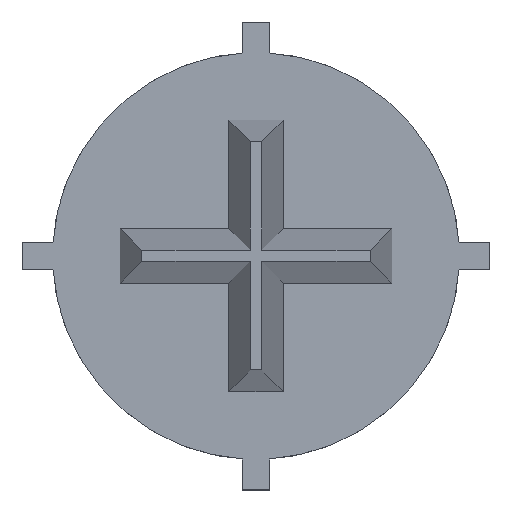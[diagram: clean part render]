
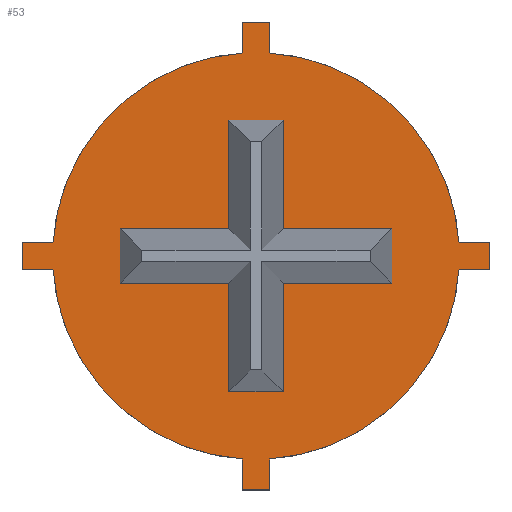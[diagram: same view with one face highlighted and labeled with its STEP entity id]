
A CAD part, top view. The second image highlights one B-rep face of the part: STEP entity #53.
In plain terms, the highlighted planar face has unit normal (0, 0, 1).
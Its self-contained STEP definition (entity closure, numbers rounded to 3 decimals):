
#53=ADVANCED_FACE('',(#89,#91),#93,.T.);
#89=FACE_BOUND('',#90,.T.);
#90=EDGE_LOOP('',(#353,#354,#355,#356,#357,#358,#359,#360,#361,#362,#363,#364,#365,
#366,#367,#368));
#91=FACE_BOUND('',#92,.T.);
#92=EDGE_LOOP('',(#369,#370,#371,#372,#373,#374,#375,#376,#377,#378,#379,#380));
#93=PLANE('',#94);
#94=AXIS2_PLACEMENT_3D('',#95,#96,#97);
#95=CARTESIAN_POINT('',(0.,0.,9.));
#96=DIRECTION('',(0.,0.,1.));
#97=DIRECTION('',(-1.,0.,0.));
#353=ORIENTED_EDGE('',*,*,#531,.T.);
#354=ORIENTED_EDGE('',*,*,#532,.T.);
#355=ORIENTED_EDGE('',*,*,#533,.T.);
#356=ORIENTED_EDGE('',*,*,#534,.T.);
#357=ORIENTED_EDGE('',*,*,#535,.T.);
#358=ORIENTED_EDGE('',*,*,#536,.T.);
#359=ORIENTED_EDGE('',*,*,#537,.T.);
#360=ORIENTED_EDGE('',*,*,#538,.T.);
#361=ORIENTED_EDGE('',*,*,#539,.T.);
#362=ORIENTED_EDGE('',*,*,#540,.T.);
#363=ORIENTED_EDGE('',*,*,#541,.T.);
#364=ORIENTED_EDGE('',*,*,#542,.T.);
#365=ORIENTED_EDGE('',*,*,#543,.T.);
#366=ORIENTED_EDGE('',*,*,#544,.T.);
#367=ORIENTED_EDGE('',*,*,#545,.T.);
#368=ORIENTED_EDGE('',*,*,#546,.T.);
#369=ORIENTED_EDGE('',*,*,#547,.F.);
#370=ORIENTED_EDGE('',*,*,#548,.F.);
#371=ORIENTED_EDGE('',*,*,#549,.F.);
#372=ORIENTED_EDGE('',*,*,#550,.F.);
#373=ORIENTED_EDGE('',*,*,#551,.F.);
#374=ORIENTED_EDGE('',*,*,#552,.F.);
#375=ORIENTED_EDGE('',*,*,#553,.F.);
#376=ORIENTED_EDGE('',*,*,#554,.F.);
#377=ORIENTED_EDGE('',*,*,#555,.F.);
#378=ORIENTED_EDGE('',*,*,#556,.F.);
#379=ORIENTED_EDGE('',*,*,#557,.F.);
#380=ORIENTED_EDGE('',*,*,#558,.F.);
#531=EDGE_CURVE('',#620,#621,#622,.T.);
#532=EDGE_CURVE('',#621,#623,#624,.T.);
#533=EDGE_CURVE('',#623,#625,#626,.T.);
#534=EDGE_CURVE('',#625,#627,#628,.T.);
#535=EDGE_CURVE('',#627,#629,#630,.T.);
#536=EDGE_CURVE('',#629,#631,#632,.T.);
#537=EDGE_CURVE('',#631,#633,#634,.T.);
#538=EDGE_CURVE('',#633,#635,#636,.T.);
#539=EDGE_CURVE('',#635,#637,#638,.T.);
#540=EDGE_CURVE('',#637,#639,#640,.T.);
#541=EDGE_CURVE('',#639,#641,#642,.T.);
#542=EDGE_CURVE('',#641,#643,#644,.T.);
#543=EDGE_CURVE('',#643,#645,#646,.T.);
#544=EDGE_CURVE('',#645,#647,#648,.T.);
#545=EDGE_CURVE('',#647,#649,#650,.T.);
#546=EDGE_CURVE('',#649,#620,#651,.T.);
#547=EDGE_CURVE('',#652,#653,#654,.T.);
#548=EDGE_CURVE('',#655,#652,#656,.T.);
#549=EDGE_CURVE('',#657,#655,#658,.T.);
#550=EDGE_CURVE('',#659,#657,#660,.T.);
#551=EDGE_CURVE('',#661,#659,#662,.T.);
#552=EDGE_CURVE('',#663,#661,#664,.T.);
#553=EDGE_CURVE('',#665,#663,#666,.T.);
#554=EDGE_CURVE('',#667,#665,#668,.T.);
#555=EDGE_CURVE('',#669,#667,#670,.T.);
#556=EDGE_CURVE('',#671,#669,#672,.T.);
#557=EDGE_CURVE('',#673,#671,#674,.T.);
#558=EDGE_CURVE('',#653,#673,#675,.T.);
#620=VERTEX_POINT('',#770);
#621=VERTEX_POINT('',#771);
#622=CIRCLE('',#772,30.);
#623=VERTEX_POINT('',#776);
#624=LINE('',#777,#778);
#625=VERTEX_POINT('',#780);
#626=LINE('',#781,#782);
#627=VERTEX_POINT('',#784);
#628=LINE('',#785,#786);
#629=VERTEX_POINT('',#788);
#630=CIRCLE('',#789,30.);
#631=VERTEX_POINT('',#793);
#632=LINE('',#794,#795);
#633=VERTEX_POINT('',#797);
#634=LINE('',#798,#799);
#635=VERTEX_POINT('',#801);
#636=LINE('',#802,#803);
#637=VERTEX_POINT('',#805);
#638=CIRCLE('',#806,30.);
#639=VERTEX_POINT('',#810);
#640=LINE('',#811,#812);
#641=VERTEX_POINT('',#814);
#642=LINE('',#815,#816);
#643=VERTEX_POINT('',#818);
#644=LINE('',#819,#820);
#645=VERTEX_POINT('',#822);
#646=CIRCLE('',#823,30.);
#647=VERTEX_POINT('',#827);
#648=LINE('',#828,#829);
#649=VERTEX_POINT('',#831);
#650=LINE('',#832,#833);
#651=LINE('',#835,#836);
#652=VERTEX_POINT('',#838);
#653=VERTEX_POINT('',#839);
#654=LINE('',#840,#841);
#655=VERTEX_POINT('',#843);
#656=LINE('',#844,#845);
#657=VERTEX_POINT('',#847);
#658=LINE('',#848,#849);
#659=VERTEX_POINT('',#851);
#660=LINE('',#852,#853);
#661=VERTEX_POINT('',#855);
#662=LINE('',#856,#857);
#663=VERTEX_POINT('',#859);
#664=LINE('',#860,#861);
#665=VERTEX_POINT('',#863);
#666=LINE('',#864,#865);
#667=VERTEX_POINT('',#867);
#668=LINE('',#868,#869);
#669=VERTEX_POINT('',#871);
#670=LINE('',#872,#873);
#671=VERTEX_POINT('',#875);
#672=LINE('',#876,#877);
#673=VERTEX_POINT('',#879);
#674=LINE('',#880,#881);
#675=LINE('',#883,#884);
#770=CARTESIAN_POINT('',(-29.933,-2.,9.));
#771=CARTESIAN_POINT('',(-2.,-29.933,9.));
#772=AXIS2_PLACEMENT_3D('',#773,#774,#775);
#773=CARTESIAN_POINT('',(0.,0.,9.));
#774=DIRECTION('',(0.,0.,1.));
#775=DIRECTION('',(-0.998,-0.067,0.));
#776=CARTESIAN_POINT('',(-2.,-34.5,9.));
#777=CARTESIAN_POINT('',(-2.,-29.933,9.));
#778=VECTOR('',#779,1.);
#779=DIRECTION('',(0.,-1.,0.));
#780=CARTESIAN_POINT('',(2.,-34.5,9.));
#781=CARTESIAN_POINT('',(-2.,-34.5,9.));
#782=VECTOR('',#783,1.);
#783=DIRECTION('',(1.,0.,0.));
#784=CARTESIAN_POINT('',(2.,-29.933,9.));
#785=CARTESIAN_POINT('',(2.,-34.5,9.));
#786=VECTOR('',#787,1.);
#787=DIRECTION('',(0.,1.,0.));
#788=CARTESIAN_POINT('',(29.933,-2.,9.));
#789=AXIS2_PLACEMENT_3D('',#790,#791,#792);
#790=CARTESIAN_POINT('',(0.,0.,9.));
#791=DIRECTION('',(0.,0.,1.));
#792=DIRECTION('',(0.067,-0.998,0.));
#793=CARTESIAN_POINT('',(34.5,-2.,9.));
#794=CARTESIAN_POINT('',(29.933,-2.,9.));
#795=VECTOR('',#796,1.);
#796=DIRECTION('',(1.,0.,0.));
#797=CARTESIAN_POINT('',(34.5,2.,9.));
#798=CARTESIAN_POINT('',(34.5,-2.,9.));
#799=VECTOR('',#800,1.);
#800=DIRECTION('',(0.,1.,0.));
#801=CARTESIAN_POINT('',(29.933,2.,9.));
#802=CARTESIAN_POINT('',(34.5,2.,9.));
#803=VECTOR('',#804,1.);
#804=DIRECTION('',(-1.,0.,0.));
#805=CARTESIAN_POINT('',(2.,29.933,9.));
#806=AXIS2_PLACEMENT_3D('',#807,#808,#809);
#807=CARTESIAN_POINT('',(0.,0.,9.));
#808=DIRECTION('',(0.,0.,1.));
#809=DIRECTION('',(0.998,0.067,0.));
#810=CARTESIAN_POINT('',(2.,34.5,9.));
#811=CARTESIAN_POINT('',(2.,29.933,9.));
#812=VECTOR('',#813,1.);
#813=DIRECTION('',(0.,1.,0.));
#814=CARTESIAN_POINT('',(-2.,34.5,9.));
#815=CARTESIAN_POINT('',(2.,34.5,9.));
#816=VECTOR('',#817,1.);
#817=DIRECTION('',(-1.,0.,0.));
#818=CARTESIAN_POINT('',(-2.,29.933,9.));
#819=CARTESIAN_POINT('',(-2.,34.5,9.));
#820=VECTOR('',#821,1.);
#821=DIRECTION('',(0.,-1.,0.));
#822=CARTESIAN_POINT('',(-29.933,2.,9.));
#823=AXIS2_PLACEMENT_3D('',#824,#825,#826);
#824=CARTESIAN_POINT('',(0.,0.,9.));
#825=DIRECTION('',(0.,0.,1.));
#826=DIRECTION('',(-0.067,0.998,0.));
#827=CARTESIAN_POINT('',(-34.5,2.,9.));
#828=CARTESIAN_POINT('',(-29.933,2.,9.));
#829=VECTOR('',#830,1.);
#830=DIRECTION('',(-1.,0.,0.));
#831=CARTESIAN_POINT('',(-34.5,-2.,9.));
#832=CARTESIAN_POINT('',(-34.5,2.,9.));
#833=VECTOR('',#834,1.);
#834=DIRECTION('',(0.,-1.,0.));
#835=CARTESIAN_POINT('',(-34.5,-2.,9.));
#836=VECTOR('',#837,1.);
#837=DIRECTION('',(1.,0.,0.));
#838=CARTESIAN_POINT('',(4.,20.,9.));
#839=CARTESIAN_POINT('',(-4.,20.,9.));
#840=CARTESIAN_POINT('',(4.,20.,9.));
#841=VECTOR('',#842,1.);
#842=DIRECTION('',(-1.,0.,0.));
#843=CARTESIAN_POINT('',(4.,4.,9.));
#844=CARTESIAN_POINT('',(4.,4.,9.));
#845=VECTOR('',#846,1.);
#846=DIRECTION('',(0.,1.,0.));
#847=CARTESIAN_POINT('',(20.,4.,9.));
#848=CARTESIAN_POINT('',(20.,4.,9.));
#849=VECTOR('',#850,1.);
#850=DIRECTION('',(-1.,0.,0.));
#851=CARTESIAN_POINT('',(20.,-4.,9.));
#852=CARTESIAN_POINT('',(20.,-4.,9.));
#853=VECTOR('',#854,1.);
#854=DIRECTION('',(0.,1.,0.));
#855=CARTESIAN_POINT('',(4.,-4.,9.));
#856=CARTESIAN_POINT('',(4.,-4.,9.));
#857=VECTOR('',#858,1.);
#858=DIRECTION('',(1.,0.,0.));
#859=CARTESIAN_POINT('',(4.,-20.,9.));
#860=CARTESIAN_POINT('',(4.,-20.,9.));
#861=VECTOR('',#862,1.);
#862=DIRECTION('',(0.,1.,0.));
#863=CARTESIAN_POINT('',(-4.,-20.,9.));
#864=CARTESIAN_POINT('',(-4.,-20.,9.));
#865=VECTOR('',#866,1.);
#866=DIRECTION('',(1.,0.,0.));
#867=CARTESIAN_POINT('',(-4.,-4.,9.));
#868=CARTESIAN_POINT('',(-4.,-4.,9.));
#869=VECTOR('',#870,1.);
#870=DIRECTION('',(0.,-1.,0.));
#871=CARTESIAN_POINT('',(-20.,-4.,9.));
#872=CARTESIAN_POINT('',(-20.,-4.,9.));
#873=VECTOR('',#874,1.);
#874=DIRECTION('',(1.,0.,0.));
#875=CARTESIAN_POINT('',(-20.,4.,9.));
#876=CARTESIAN_POINT('',(-20.,4.,9.));
#877=VECTOR('',#878,1.);
#878=DIRECTION('',(0.,-1.,0.));
#879=CARTESIAN_POINT('',(-4.,4.,9.));
#880=CARTESIAN_POINT('',(-4.,4.,9.));
#881=VECTOR('',#882,1.);
#882=DIRECTION('',(-1.,0.,0.));
#883=CARTESIAN_POINT('',(-4.,20.,9.));
#884=VECTOR('',#885,1.);
#885=DIRECTION('',(0.,-1.,0.));
